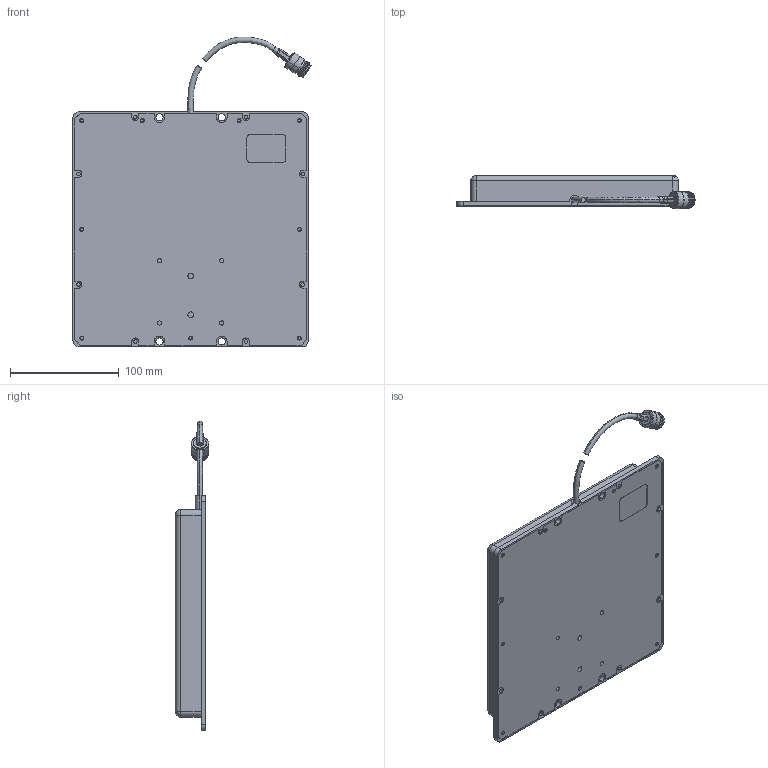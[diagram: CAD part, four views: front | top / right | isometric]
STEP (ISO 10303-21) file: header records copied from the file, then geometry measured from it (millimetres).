
FILE_DESCRIPTION (( 'STEP AP214' ), '1' );
FILE_NAME ('HG908PCL-NF.STEP', '2012-11-08T21:05:21', ( 'x' ), ( '' ), 'SwSTEP 2.0', 'SolidWorks 2012', '' );
FILE_SCHEMA (( 'AUTOMOTIVE_DESIGN' ));
Length unit declared in the file: inch
Products named in the file (6): ANF-1508; HEATSH-HEX_stepd_195White; 195_CABLE CUT; XF072-1001110; XF117-1021100; HG908PCL-NF
Assembly tree (5 placements, depth 2):
  HG908PCL-NF
    XF117-1021100
    XF072-1001110
    195_CABLE CUT
    HEATSH-HEX_stepd_195White
    ANF-1508
Bounding box: 218.44 x 30.58 x 284.43 mm (x, y, z)
Volume: 245680.4 mm3; surface area: 233602.9 mm2
Topology: 6 solids, 6 shells, 566 faces, 1362 edges, 855 vertices
Faces by surface type: cylinder 231, plane 211, cone 76, torus 28, sphere 11, bspline 9
Entity records: 24409 total; most frequent: CARTESIAN_POINT 3993, DIRECTION 3025, ORIENTED_EDGE 2694, EDGE_CURVE 1347, AXIS2_PLACEMENT_3D 1161, VERTEX_POINT 853, LINE 703, VECTOR 703
